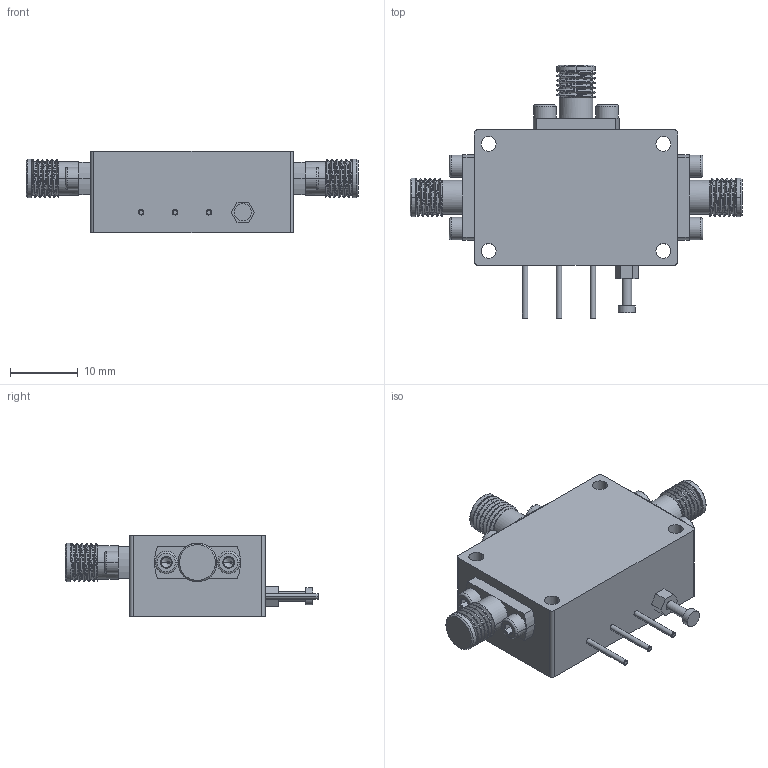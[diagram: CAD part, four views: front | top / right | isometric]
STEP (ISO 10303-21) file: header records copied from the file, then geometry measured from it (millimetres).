
FILE_DESCRIPTION (( 'STEP AP214' ), '1' );
FILE_NAME ('SKD-0525035050-2F2F-A3.STEP', '2024-07-12T20:16:52', ( '' ), ( '' ), 'SwSTEP 2.0', 'SolidWorks 2021', '' );
FILE_SCHEMA (( 'AUTOMOTIVE_DESIGN' ));
Length unit declared in the file: millimetre
Products named in the file (1): SKD-0525035050-2F2F-A3
Bounding box: 49 x 37.4 x 12 mm (x, y, z)
Volume: 7935.4 mm3; surface area: 4256.8 mm2
Topology: 10 solids, 10 shells, 685 faces, 1509 edges, 850 vertices
Faces by surface type: bspline 330, plane 141, cylinder 112, cone 72, torus 30
Entity records: 19107 total; most frequent: CARTESIAN_POINT 7235, ORIENTED_EDGE 2994, DIRECTION 1704, EDGE_CURVE 1497, VERTEX_POINT 850, EDGE_LOOP 723, AXIS2_PLACEMENT_3D 700, ADVANCED_FACE 685
